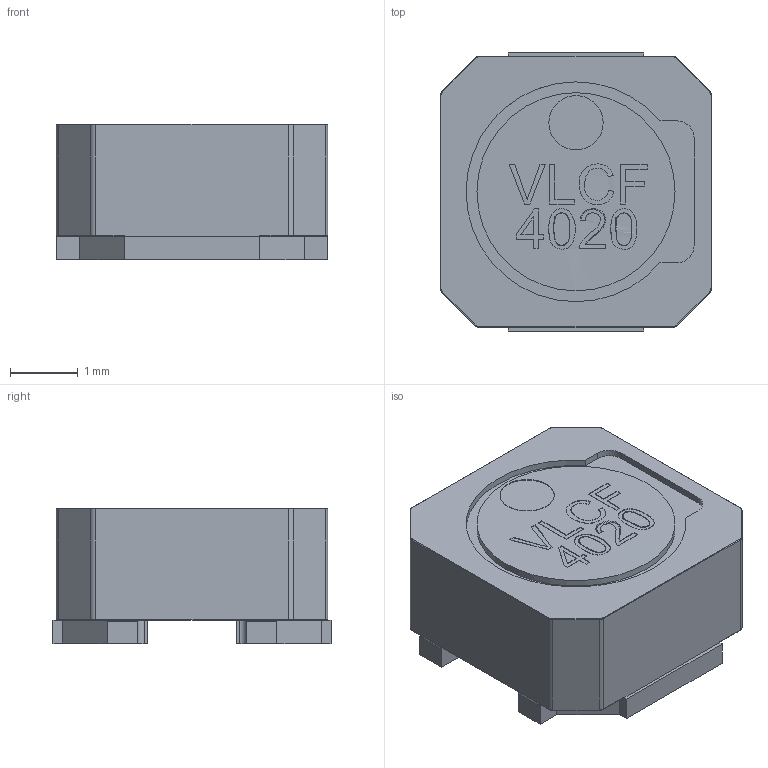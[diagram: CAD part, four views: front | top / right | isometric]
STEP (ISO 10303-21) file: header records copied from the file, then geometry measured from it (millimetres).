
FILE_DESCRIPTION (( 'STEP AP214' ), '1' );
FILE_NAME ('7DC996E9-5318-4BDF-AE66-C2B6114587C8.STEP', '2024-10-03T07:17:49', ( '' ), ( '' ), 'SwSTEP 2.0', 'SolidWorks 2022', '' );
FILE_SCHEMA (( 'AUTOMOTIVE_DESIGN' ));
Length unit declared in the file: millimetre
Products named in the file (1): 7DC996E9-5318-4BDF-AE66-C2B6114587C8
Bounding box: 4 x 4.1 x 2 mm (x, y, z)
Surface area: 64.5 mm2 (no closed solid volume)
Topology: 0 solids, 4 shells, 179 faces, 450 edges, 287 vertices
Faces by surface type: plane 108, cylinder 41, bspline 30
Entity records: 7301 total; most frequent: CARTESIAN_POINT 2110, ORIENTED_EDGE 888, DIRECTION 764, EDGE_CURVE 450, LINE 308, VECTOR 308, VERTEX_POINT 287, AXIS2_PLACEMENT_3D 228
